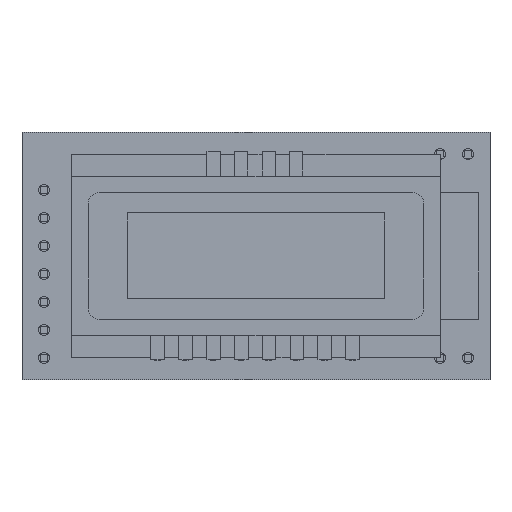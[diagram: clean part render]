
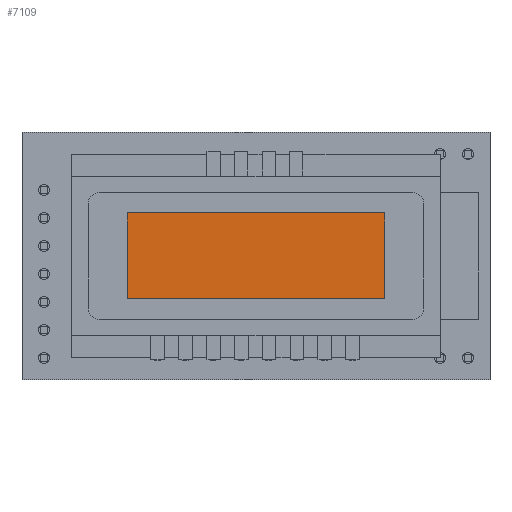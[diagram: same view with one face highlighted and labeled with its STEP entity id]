
A CAD part, top view. The second image highlights one B-rep face of the part: STEP entity #7109.
In plain terms, the highlighted planar face has unit normal (0, 0, 1).
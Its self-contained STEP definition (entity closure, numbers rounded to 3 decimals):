
#350=FACE_OUTER_BOUND('',#725,.T.);
#725=EDGE_LOOP('',(#5667,#5668,#5669,#5670));
#1574=LINE('',#10707,#2541);
#1577=LINE('',#10713,#2544);
#1580=LINE('',#10719,#2547);
#1583=LINE('',#10723,#2550);
#2541=VECTOR('',#8727,10.);
#2544=VECTOR('',#8732,10.);
#2547=VECTOR('',#8737,10.);
#2550=VECTOR('',#8742,10.);
#3310=VERTEX_POINT('',#10704);
#3311=VERTEX_POINT('',#10706);
#3313=VERTEX_POINT('',#10712);
#3315=VERTEX_POINT('',#10718);
#4176=EDGE_CURVE('',#3311,#3310,#1574,.T.);
#4179=EDGE_CURVE('',#3313,#3311,#1577,.T.);
#4182=EDGE_CURVE('',#3315,#3313,#1580,.T.);
#4185=EDGE_CURVE('',#3310,#3315,#1583,.T.);
#5667=ORIENTED_EDGE('',*,*,#4185,.T.);
#5668=ORIENTED_EDGE('',*,*,#4182,.T.);
#5669=ORIENTED_EDGE('',*,*,#4179,.T.);
#5670=ORIENTED_EDGE('',*,*,#4176,.T.);
#6754=PLANE('',#7500);
#7109=ADVANCED_FACE('',(#350),#6754,.T.);
#7500=AXIS2_PLACEMENT_3D('',#10724,#8743,#8744);
#8727=DIRECTION('',(0.,1.,0.));
#8732=DIRECTION('',(1.,0.,0.));
#8737=DIRECTION('',(0.,-1.,0.));
#8742=DIRECTION('',(-1.,0.,0.));
#8743=DIRECTION('center_axis',(0.,0.,1.));
#8744=DIRECTION('ref_axis',(1.,0.,0.));
#10704=CARTESIAN_POINT('',(30.95,13.15,10.275));
#10706=CARTESIAN_POINT('',(30.95,5.35,10.275));
#10707=CARTESIAN_POINT('',(30.95,13.15,10.275));
#10712=CARTESIAN_POINT('',(7.55,5.35,10.275));
#10713=CARTESIAN_POINT('',(30.95,5.35,10.275));
#10718=CARTESIAN_POINT('',(7.55,13.15,10.275));
#10719=CARTESIAN_POINT('',(7.55,5.35,10.275));
#10723=CARTESIAN_POINT('',(7.55,13.15,10.275));
#10724=CARTESIAN_POINT('Origin',(19.25,9.25,10.275));
